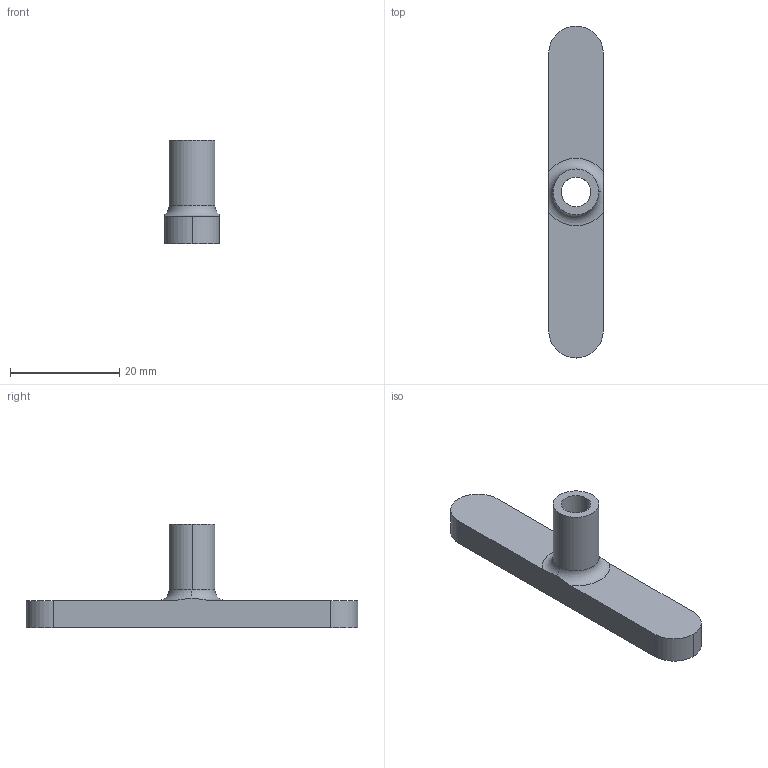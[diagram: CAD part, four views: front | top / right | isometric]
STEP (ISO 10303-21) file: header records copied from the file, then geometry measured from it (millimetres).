
FILE_DESCRIPTION(('CATIA V5 STEP Exchange'),'2;1');
FILE_NAME('Languette.stp','2021-05-20T11:44:44+00:00',('none'),('none'),'CATIA Version 5 Release 19 GA (IN-10)','CATIA V5 STEP AP203','none');
FILE_SCHEMA(('CONFIG_CONTROL_DESIGN'));
Length unit declared in the file: millimetre
Products named in the file (1): Languette
Bounding box: 10 x 60.9 x 19 mm (x, y, z)
Volume: 3302.5 mm3; surface area: 2468.7 mm2
Topology: 1 solids, 1 shells, 16 faces, 40 edges, 26 vertices
Faces by surface type: cylinder 8, plane 6, torus 2
Entity records: 541 total; most frequent: CARTESIAN_POINT 130, ORIENTED_EDGE 80, DIRECTION 62, EDGE_CURVE 40, AXIS2_PLACEMENT_3D 34, VERTEX_POINT 26, CIRCLE 20, EDGE_LOOP 18
